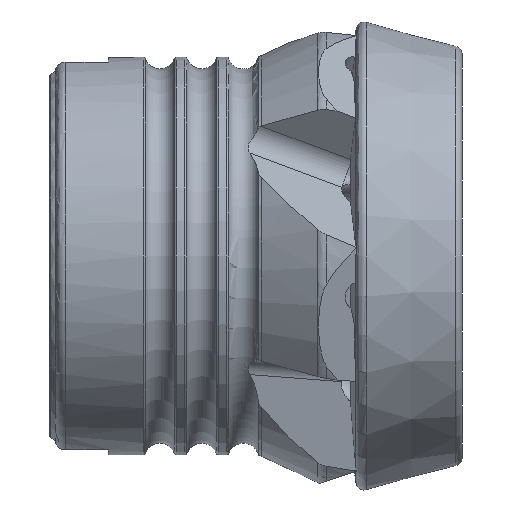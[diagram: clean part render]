
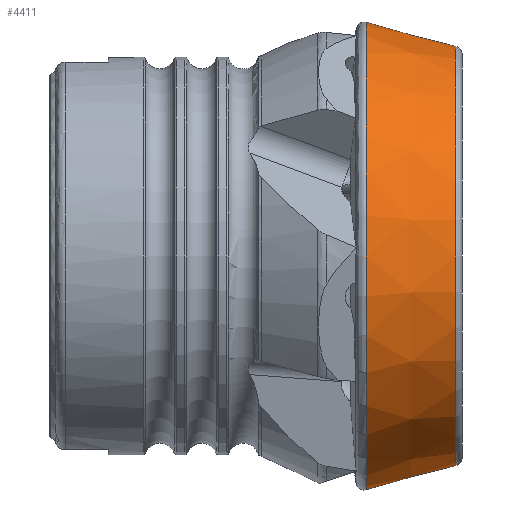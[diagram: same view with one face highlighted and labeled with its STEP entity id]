
A CAD part, front view. The second image highlights one B-rep face of the part: STEP entity #4411.
In plain terms, the highlighted conical face has half-angle 15 degrees and reference radius 20.043 mm.
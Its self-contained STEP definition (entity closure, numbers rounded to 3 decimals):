
#13 = ORIENTED_EDGE ( 'NONE', *, *, #5032, .T. ) ;
#250 = CARTESIAN_POINT ( 'NONE',  ( -9.162, 0., 0. ) ) ;
#281 = CARTESIAN_POINT ( 'NONE',  ( -0.597, 20.043, 0. ) ) ;
#423 = ORIENTED_EDGE ( 'NONE', *, *, #4671, .F. ) ;
#812 = DIRECTION ( 'NONE',  ( 0., 1., 0. ) ) ;
#831 = CARTESIAN_POINT ( 'NONE',  ( -9.162, 22.338, 0. ) ) ;
#1263 = DIRECTION ( 'NONE',  ( 0., -1., 0. ) ) ;
#1329 = CARTESIAN_POINT ( 'NONE',  ( -0.597, 0., 0. ) ) ;
#1491 = DIRECTION ( 'NONE',  ( 1., 0., 0. ) ) ;
#1691 = AXIS2_PLACEMENT_3D ( 'NONE', #1329, #1869, #1263 ) ;
#1869 = DIRECTION ( 'NONE',  ( -1., 0., 0. ) ) ;
#2168 = AXIS2_PLACEMENT_3D ( 'NONE', #4783, #1491, #5341 ) ;
#2233 = VERTEX_POINT ( 'NONE', #831 ) ;
#2533 = FACE_BOUND ( 'NONE', #6957, .T. ) ;
#2925 = CIRCLE ( 'NONE', #6425, 22.338 ) ;
#3304 = CONICAL_SURFACE ( 'NONE', #1691, 20.043, 0.262 ) ;
#3503 = EDGE_LOOP ( 'NONE', ( #13 ) ) ;
#4075 = DIRECTION ( 'NONE',  ( 1., 0., 0. ) ) ;
#4411 = ADVANCED_FACE ( 'NONE', ( #5474, #2533 ), #3304, .T. ) ;
#4671 = EDGE_CURVE ( 'NONE', #5137, #5137, #6435, .T. ) ;
#4783 = CARTESIAN_POINT ( 'NONE',  ( -0.597, 0., 0. ) ) ;
#5032 = EDGE_CURVE ( 'NONE', #2233, #2233, #2925, .T. ) ;
#5137 = VERTEX_POINT ( 'NONE', #281 ) ;
#5341 = DIRECTION ( 'NONE',  ( 0., 1., 0. ) ) ;
#5474 = FACE_OUTER_BOUND ( 'NONE', #3503, .T. ) ;
#6425 = AXIS2_PLACEMENT_3D ( 'NONE', #250, #4075, #812 ) ;
#6435 = CIRCLE ( 'NONE', #2168, 20.043 ) ;
#6957 = EDGE_LOOP ( 'NONE', ( #423 ) ) ;
